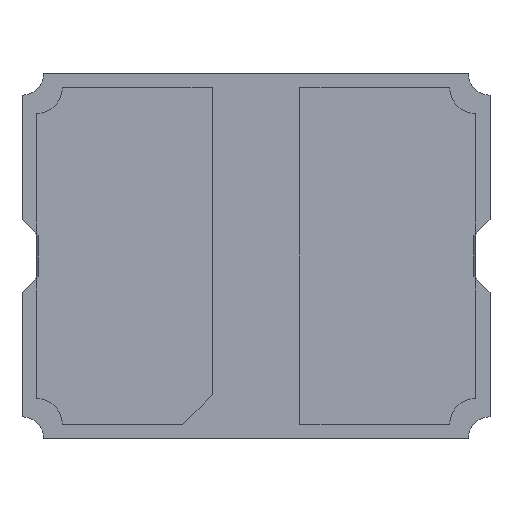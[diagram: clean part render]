
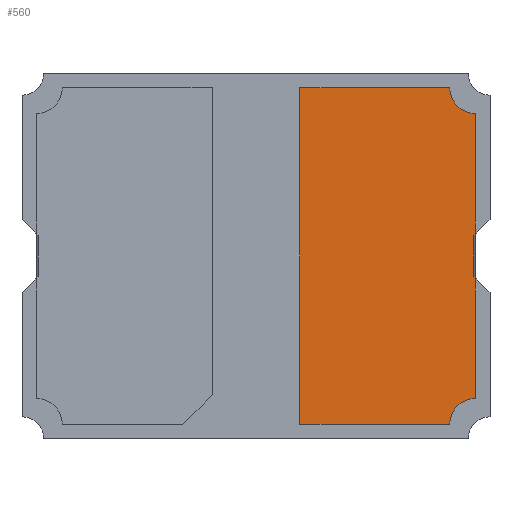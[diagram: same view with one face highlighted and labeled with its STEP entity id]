
A CAD part, front view. The second image highlights one B-rep face of the part: STEP entity #560.
In plain terms, the highlighted planar face has unit normal (0, -1, 0).
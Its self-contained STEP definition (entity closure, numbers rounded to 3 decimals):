
#124 = CARTESIAN_POINT ( 'NONE',  ( 0.3, 0., -1.15 ) ) ;
#128 = PLANE ( 'NONE',  #3154 ) ;
#129 = LINE ( 'NONE', #987, #2754 ) ;
#157 = ORIENTED_EDGE ( 'NONE', *, *, #1763, .T. ) ;
#188 = EDGE_CURVE ( 'NONE', #3284, #815, #2726, .T. ) ;
#229 = DIRECTION ( 'NONE',  ( 0., 0., -1. ) ) ;
#232 = DIRECTION ( 'NONE',  ( 0., 0., -1. ) ) ;
#261 = CARTESIAN_POINT ( 'NONE',  ( 1.49, 0., -0.14 ) ) ;
#377 = VECTOR ( 'NONE', #3218, 1000. ) ;
#495 = DIRECTION ( 'NONE',  ( 0., 1., 0. ) ) ;
#498 = CIRCLE ( 'NONE', #920, 0.175 ) ;
#560 = ADVANCED_FACE ( 'NONE', ( #1820 ), #128, .T. ) ;
#565 = VERTEX_POINT ( 'NONE', #942 ) ;
#692 = EDGE_CURVE ( 'NONE', #3214, #1005, #3080, .T. ) ;
#701 = CARTESIAN_POINT ( 'NONE',  ( 1.325, 0., 1.15 ) ) ;
#779 = EDGE_CURVE ( 'NONE', #1005, #2510, #129, .T. ) ;
#787 = LINE ( 'NONE', #1169, #1179 ) ;
#815 = VERTEX_POINT ( 'NONE', #2798 ) ;
#831 = LINE ( 'NONE', #2661, #1261 ) ;
#844 = ORIENTED_EDGE ( 'NONE', *, *, #2001, .T. ) ;
#888 = VERTEX_POINT ( 'NONE', #1108 ) ;
#891 = CARTESIAN_POINT ( 'NONE',  ( 1.5, 0., -0.15 ) ) ;
#920 = AXIS2_PLACEMENT_3D ( 'NONE', #1257, #495, #229 ) ;
#925 = EDGE_CURVE ( 'NONE', #888, #1802, #939, .T. ) ;
#926 = VERTEX_POINT ( 'NONE', #2371 ) ;
#937 = DIRECTION ( 'NONE',  ( 0., 0., 1. ) ) ;
#939 = CIRCLE ( 'NONE', #3023, 0.175 ) ;
#942 = CARTESIAN_POINT ( 'NONE',  ( 0.3, 0., 1.15 ) ) ;
#943 = LINE ( 'NONE', #891, #2116 ) ;
#987 = CARTESIAN_POINT ( 'NONE',  ( 1.49, 0., 0.14 ) ) ;
#1005 = VERTEX_POINT ( 'NONE', #2087 ) ;
#1062 = CARTESIAN_POINT ( 'NONE',  ( 1.5, 0., -0.15 ) ) ;
#1108 = CARTESIAN_POINT ( 'NONE',  ( 1.5, 0., 0.975 ) ) ;
#1128 = ORIENTED_EDGE ( 'NONE', *, *, #692, .T. ) ;
#1142 = LINE ( 'NONE', #1446, #2237 ) ;
#1169 = CARTESIAN_POINT ( 'NONE',  ( 1.5, 0., 0.15 ) ) ;
#1179 = VECTOR ( 'NONE', #2169, 1000. ) ;
#1190 = DIRECTION ( 'NONE',  ( 1., 0., 0. ) ) ;
#1257 = CARTESIAN_POINT ( 'NONE',  ( 1.5, 0., -1.15 ) ) ;
#1261 = VECTOR ( 'NONE', #2629, 1000. ) ;
#1329 = DIRECTION ( 'NONE',  ( 0., 0., -1. ) ) ;
#1441 = CARTESIAN_POINT ( 'NONE',  ( 1.5, 0., 1.15 ) ) ;
#1446 = CARTESIAN_POINT ( 'NONE',  ( 1.5, 0., -0.975 ) ) ;
#1525 = CARTESIAN_POINT ( 'NONE',  ( 0.3, 0., 1.15 ) ) ;
#1613 = LINE ( 'NONE', #1525, #3307 ) ;
#1650 = EDGE_CURVE ( 'NONE', #1802, #565, #831, .T. ) ;
#1669 = EDGE_CURVE ( 'NONE', #3261, #3214, #943, .T. ) ;
#1678 = DIRECTION ( 'NONE',  ( -0.707, 0., 0.707 ) ) ;
#1763 = EDGE_CURVE ( 'NONE', #926, #3261, #1142, .T. ) ;
#1802 = VERTEX_POINT ( 'NONE', #701 ) ;
#1820 = FACE_OUTER_BOUND ( 'NONE', #2348, .T. ) ;
#1894 = DIRECTION ( 'NONE',  ( 0., -1., 0. ) ) ;
#1972 = CARTESIAN_POINT ( 'NONE',  ( 1.49, 0., -0.14 ) ) ;
#2001 = EDGE_CURVE ( 'NONE', #565, #3284, #1613, .T. ) ;
#2046 = VECTOR ( 'NONE', #1190, 1000. ) ;
#2054 = ORIENTED_EDGE ( 'NONE', *, *, #779, .T. ) ;
#2081 = CARTESIAN_POINT ( 'NONE',  ( 1.5, 0., 1.15 ) ) ;
#2086 = ORIENTED_EDGE ( 'NONE', *, *, #925, .T. ) ;
#2087 = CARTESIAN_POINT ( 'NONE',  ( 1.49, 0., 0.14 ) ) ;
#2116 = VECTOR ( 'NONE', #1678, 1000. ) ;
#2169 = DIRECTION ( 'NONE',  ( 0., 0., 1. ) ) ;
#2223 = DIRECTION ( 'NONE',  ( 0.707, 0., 0.707 ) ) ;
#2237 = VECTOR ( 'NONE', #937, 1000. ) ;
#2250 = EDGE_CURVE ( 'NONE', #2510, #888, #787, .T. ) ;
#2252 = ORIENTED_EDGE ( 'NONE', *, *, #2250, .T. ) ;
#2291 = CARTESIAN_POINT ( 'NONE',  ( 0.3, 0., -1.15 ) ) ;
#2348 = EDGE_LOOP ( 'NONE', ( #2620, #1128, #2054, #2252, #2086, #3255, #844, #2393, #3057, #157 ) ) ;
#2371 = CARTESIAN_POINT ( 'NONE',  ( 1.5, 0., -0.975 ) ) ;
#2393 = ORIENTED_EDGE ( 'NONE', *, *, #188, .T. ) ;
#2425 = DIRECTION ( 'NONE',  ( 0., 0., -1. ) ) ;
#2510 = VERTEX_POINT ( 'NONE', #2751 ) ;
#2513 = EDGE_CURVE ( 'NONE', #815, #926, #498, .T. ) ;
#2620 = ORIENTED_EDGE ( 'NONE', *, *, #1669, .T. ) ;
#2629 = DIRECTION ( 'NONE',  ( -1., 0., 0. ) ) ;
#2661 = CARTESIAN_POINT ( 'NONE',  ( 1.325, 0., 1.15 ) ) ;
#2726 = LINE ( 'NONE', #124, #2046 ) ;
#2751 = CARTESIAN_POINT ( 'NONE',  ( 1.5, 0., 0.15 ) ) ;
#2754 = VECTOR ( 'NONE', #2223, 1000. ) ;
#2798 = CARTESIAN_POINT ( 'NONE',  ( 1.325, 0., -1.15 ) ) ;
#2842 = DIRECTION ( 'NONE',  ( 0., 1., 0. ) ) ;
#3023 = AXIS2_PLACEMENT_3D ( 'NONE', #2081, #2842, #1329 ) ;
#3057 = ORIENTED_EDGE ( 'NONE', *, *, #2513, .T. ) ;
#3080 = LINE ( 'NONE', #1972, #377 ) ;
#3154 = AXIS2_PLACEMENT_3D ( 'NONE', #1441, #1894, #2425 ) ;
#3214 = VERTEX_POINT ( 'NONE', #261 ) ;
#3218 = DIRECTION ( 'NONE',  ( 0., 0., 1. ) ) ;
#3255 = ORIENTED_EDGE ( 'NONE', *, *, #1650, .T. ) ;
#3261 = VERTEX_POINT ( 'NONE', #1062 ) ;
#3284 = VERTEX_POINT ( 'NONE', #2291 ) ;
#3307 = VECTOR ( 'NONE', #232, 1000. ) ;
